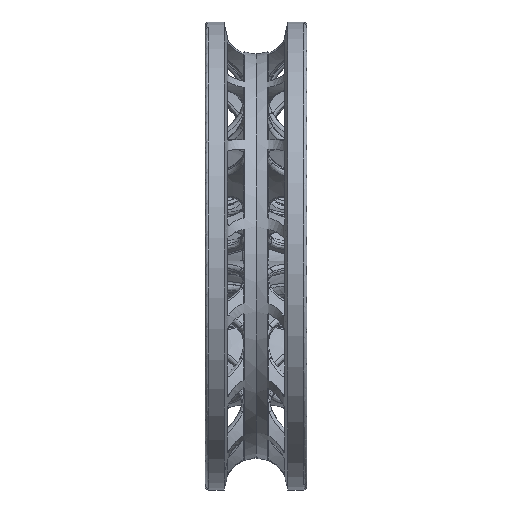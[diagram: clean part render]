
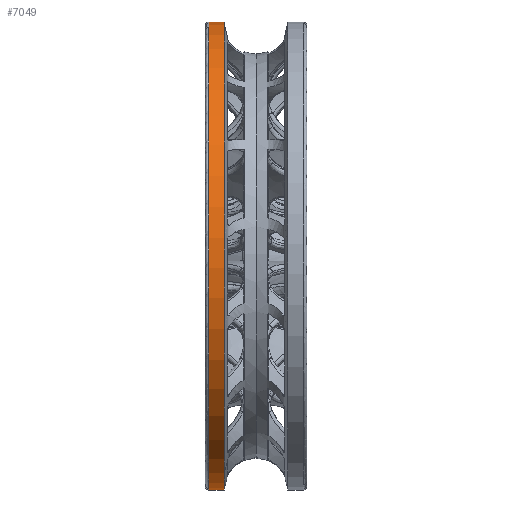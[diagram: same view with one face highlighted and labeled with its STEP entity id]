
A CAD part, left-side view. The second image highlights one B-rep face of the part: STEP entity #7049.
In plain terms, the highlighted free-form (B-spline) face has degree [2, 1] with [5, 2] control points.
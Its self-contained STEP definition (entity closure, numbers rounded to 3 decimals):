
#2961 = VERTEX_POINT('',#2962);
#2962 = CARTESIAN_POINT('',(0.,50.911,-374.346));
#2968 = EDGE_CURVE('',#2969,#2961,#2971,.T.);
#2969 = VERTEX_POINT('',#2970);
#2970 = CARTESIAN_POINT('',(0.,50.911,
    374.346));
#2971 = ( BOUNDED_CURVE() B_SPLINE_CURVE(2,(#2972,#2973,#2974,#2975,
#2976),.UNSPECIFIED.,.F.,.F.) B_SPLINE_CURVE_WITH_KNOTS((3,2,3),(
    3.142,4.712,6.283),
.PIECEWISE_BEZIER_KNOTS.) CURVE() GEOMETRIC_REPRESENTATION_ITEM() 
RATIONAL_B_SPLINE_CURVE((1.,0.707,1.,0.707,1.)) 
REPRESENTATION_ITEM('') );
#2972 = CARTESIAN_POINT('',(0.,50.911,
    374.346));
#2973 = CARTESIAN_POINT('',(-374.346,50.911,
    374.346));
#2974 = CARTESIAN_POINT('',(-374.346,50.911,
    0.));
#2975 = CARTESIAN_POINT('',(-374.346,50.911,
    -374.346));
#2976 = CARTESIAN_POINT('',(0.,50.911,
    -374.346));
#7049 = ADVANCED_FACE('',(#7050),#7075,.T.);
#7050 = FACE_BOUND('',#7051,.T.);
#7051 = EDGE_LOOP('',(#7052,#7059,#7069,#7074));
#7052 = ORIENTED_EDGE('',*,*,#7053,.F.);
#7053 = EDGE_CURVE('',#7054,#2969,#7056,.T.);
#7054 = VERTEX_POINT('',#7055);
#7055 = CARTESIAN_POINT('',(0.,75.491,
    374.346));
#7056 = B_SPLINE_CURVE_WITH_KNOTS('',1,(#7057,#7058),.UNSPECIFIED.,.F.,
  .F.,(2,2),(-50.415,-34.),.PIECEWISE_BEZIER_KNOTS.);
#7057 = CARTESIAN_POINT('',(0.,75.491,
    374.346));
#7058 = CARTESIAN_POINT('',(0.,50.911,
    374.346));
#7059 = ORIENTED_EDGE('',*,*,#7060,.T.);
#7060 = EDGE_CURVE('',#7054,#7061,#7063,.T.);
#7061 = VERTEX_POINT('',#7062);
#7062 = CARTESIAN_POINT('',(0.,75.491,-374.346));
#7063 = ( BOUNDED_CURVE() B_SPLINE_CURVE(2,(#7064,#7065,#7066,#7067,
#7068),.UNSPECIFIED.,.F.,.F.) B_SPLINE_CURVE_WITH_KNOTS((3,2,3),(0.,
1.571,3.142),.PIECEWISE_BEZIER_KNOTS.) CURVE() 
GEOMETRIC_REPRESENTATION_ITEM() RATIONAL_B_SPLINE_CURVE((1.,
0.707,1.,0.707,1.)) REPRESENTATION_ITEM('') );
#7064 = CARTESIAN_POINT('',(0.,75.491,374.346));
#7065 = CARTESIAN_POINT('',(-374.346,75.491,
    374.346));
#7066 = CARTESIAN_POINT('',(-374.346,75.491,
    0.));
#7067 = CARTESIAN_POINT('',(-374.346,75.491,
    -374.346));
#7068 = CARTESIAN_POINT('',(0.,75.491,
    -374.346));
#7069 = ORIENTED_EDGE('',*,*,#7070,.T.);
#7070 = EDGE_CURVE('',#7061,#2961,#7071,.T.);
#7071 = B_SPLINE_CURVE_WITH_KNOTS('',1,(#7072,#7073),.UNSPECIFIED.,.F.,
  .F.,(2,2),(-50.415,-34.),.PIECEWISE_BEZIER_KNOTS.);
#7072 = CARTESIAN_POINT('',(0.,75.491,-374.346));
#7073 = CARTESIAN_POINT('',(0.,50.911,-374.346));
#7074 = ORIENTED_EDGE('',*,*,#2968,.F.);
#7075 = ( BOUNDED_SURFACE() B_SPLINE_SURFACE(2,1,(
    (#7076,#7077)
    ,(#7078,#7079)
    ,(#7080,#7081)
    ,(#7082,#7083)
    ,(#7084,#7085
)),.UNSPECIFIED.,.F.,.F.,.F.) B_SPLINE_SURFACE_WITH_KNOTS((3,2,3),(2,2),
  (3.142,4.712,6.283),(-50.415,-34.),
.PIECEWISE_BEZIER_KNOTS.) GEOMETRIC_REPRESENTATION_ITEM() 
RATIONAL_B_SPLINE_SURFACE((
    (1.,1.)
    ,(0.707,0.707)
    ,(1.,1.)
    ,(0.707,0.707)
,(1.,1.))) REPRESENTATION_ITEM('') SURFACE() );
#7076 = CARTESIAN_POINT('',(0.,75.491,
    374.346));
#7077 = CARTESIAN_POINT('',(0.,50.911,
    374.346));
#7078 = CARTESIAN_POINT('',(-374.346,75.491,
    374.346));
#7079 = CARTESIAN_POINT('',(-374.346,50.911,
    374.346));
#7080 = CARTESIAN_POINT('',(-374.346,75.491,
    0.));
#7081 = CARTESIAN_POINT('',(-374.346,50.911,
    0.));
#7082 = CARTESIAN_POINT('',(-374.346,75.491,
    -374.346));
#7083 = CARTESIAN_POINT('',(-374.346,50.911,
    -374.346));
#7084 = CARTESIAN_POINT('',(0.,75.491,
    -374.346));
#7085 = CARTESIAN_POINT('',(0.,50.911,
    -374.346));
